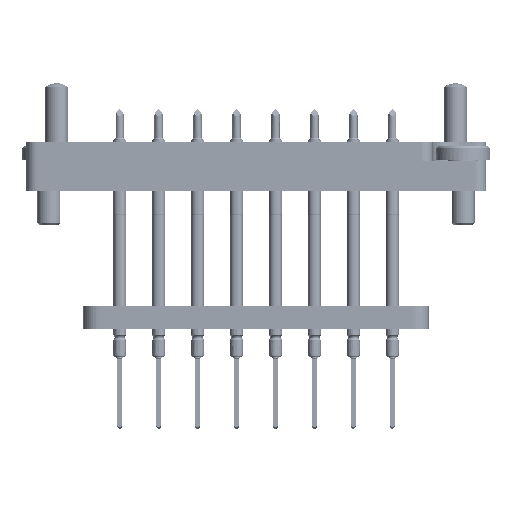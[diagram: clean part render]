
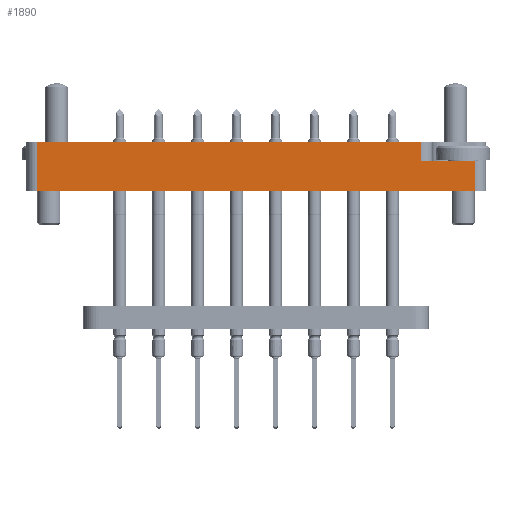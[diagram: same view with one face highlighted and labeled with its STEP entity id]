
A CAD part, left-side view. The second image highlights one B-rep face of the part: STEP entity #1890.
In plain terms, the highlighted face is planar.
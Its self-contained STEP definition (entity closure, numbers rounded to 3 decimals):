
#640 = VECTOR ( 'NONE', #6327, 1000. ) ;
#1560 = DIRECTION ( 'NONE',  ( 0., 1., 0. ) ) ;
#1890 = ADVANCED_FACE ( 'NONE', ( #5064 ), #19516, .F. ) ;
#2856 = EDGE_LOOP ( 'NONE', ( #16249, #17050, #18814, #10385, #15650, #20510 ) ) ;
#3056 = CARTESIAN_POINT ( 'NONE',  ( -28.5, 0., 14.35 ) ) ;
#3109 = EDGE_CURVE ( 'NONE', #8021, #5622, #19499, .T. ) ;
#3180 = LINE ( 'NONE', #4811, #6039 ) ;
#3365 = EDGE_CURVE ( 'NONE', #4337, #16369, #15692, .T. ) ;
#3882 = VECTOR ( 'NONE', #1560, 1000. ) ;
#4337 = VERTEX_POINT ( 'NONE', #14000 ) ;
#4346 = LINE ( 'NONE', #10906, #6074 ) ;
#4811 = CARTESIAN_POINT ( 'NONE',  ( -30., 6.35, 14.35 ) ) ;
#5064 = FACE_OUTER_BOUND ( 'NONE', #2856, .T. ) ;
#5622 = VERTEX_POINT ( 'NONE', #18947 ) ;
#6039 = VECTOR ( 'NONE', #7929, 1000. ) ;
#6074 = VECTOR ( 'NONE', #7889, 1000. ) ;
#6119 = AXIS2_PLACEMENT_3D ( 'NONE', #8296, #7974, #6575 ) ;
#6327 = DIRECTION ( 'NONE',  ( -1., 0., 0. ) ) ;
#6575 = DIRECTION ( 'NONE',  ( -1., 0., 0. ) ) ;
#7283 = EDGE_CURVE ( 'NONE', #8021, #11111, #13189, .T. ) ;
#7626 = CARTESIAN_POINT ( 'NONE',  ( -28.5, 0., 14.35 ) ) ;
#7889 = DIRECTION ( 'NONE',  ( 0., 1., 0. ) ) ;
#7929 = DIRECTION ( 'NONE',  ( 1., 0., 0. ) ) ;
#7974 = DIRECTION ( 'NONE',  ( 0., 0., -1. ) ) ;
#8021 = VERTEX_POINT ( 'NONE', #19700 ) ;
#8296 = CARTESIAN_POINT ( 'NONE',  ( -30., 0., 14.35 ) ) ;
#9667 = CARTESIAN_POINT ( 'NONE',  ( 28.5, 0., 14.35 ) ) ;
#10385 = ORIENTED_EDGE ( 'NONE', *, *, #12193, .T. ) ;
#10906 = CARTESIAN_POINT ( 'NONE',  ( 28.5, 3.9, 14.35 ) ) ;
#11111 = VERTEX_POINT ( 'NONE', #11234 ) ;
#11234 = CARTESIAN_POINT ( 'NONE',  ( 21.5, 6.35, 14.35 ) ) ;
#12193 = EDGE_CURVE ( 'NONE', #17430, #5622, #4346, .T. ) ;
#13189 = LINE ( 'NONE', #18260, #3882 ) ;
#14000 = CARTESIAN_POINT ( 'NONE',  ( -28.5, 6.35, 14.35 ) ) ;
#15650 = ORIENTED_EDGE ( 'NONE', *, *, #3109, .F. ) ;
#15692 = LINE ( 'NONE', #7626, #16356 ) ;
#16015 = CARTESIAN_POINT ( 'NONE',  ( 30., 0., 14.35 ) ) ;
#16249 = ORIENTED_EDGE ( 'NONE', *, *, #17849, .F. ) ;
#16250 = EDGE_CURVE ( 'NONE', #17430, #16369, #21093, .T. ) ;
#16356 = VECTOR ( 'NONE', #17428, 1000. ) ;
#16369 = VERTEX_POINT ( 'NONE', #3056 ) ;
#17050 = ORIENTED_EDGE ( 'NONE', *, *, #3365, .T. ) ;
#17428 = DIRECTION ( 'NONE',  ( 0., -1., 0. ) ) ;
#17430 = VERTEX_POINT ( 'NONE', #9667 ) ;
#17849 = EDGE_CURVE ( 'NONE', #4337, #11111, #3180, .T. ) ;
#18198 = CARTESIAN_POINT ( 'NONE',  ( 30., 3.9, 14.35 ) ) ;
#18260 = CARTESIAN_POINT ( 'NONE',  ( 21.5, 0., 14.35 ) ) ;
#18814 = ORIENTED_EDGE ( 'NONE', *, *, #16250, .F. ) ;
#18947 = CARTESIAN_POINT ( 'NONE',  ( 28.5, 3.9, 14.35 ) ) ;
#19499 = LINE ( 'NONE', #18198, #20589 ) ;
#19516 = PLANE ( 'NONE',  #6119 ) ;
#19700 = CARTESIAN_POINT ( 'NONE',  ( 21.5, 3.9, 14.35 ) ) ;
#19815 = DIRECTION ( 'NONE',  ( 1., 0., 0. ) ) ;
#20510 = ORIENTED_EDGE ( 'NONE', *, *, #7283, .T. ) ;
#20589 = VECTOR ( 'NONE', #19815, 1000. ) ;
#21093 = LINE ( 'NONE', #16015, #640 ) ;
